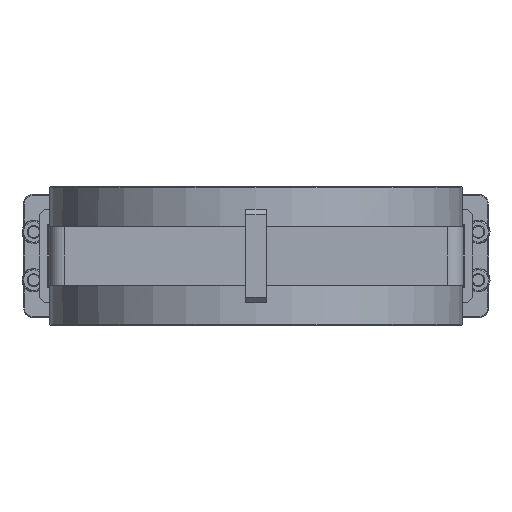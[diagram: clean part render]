
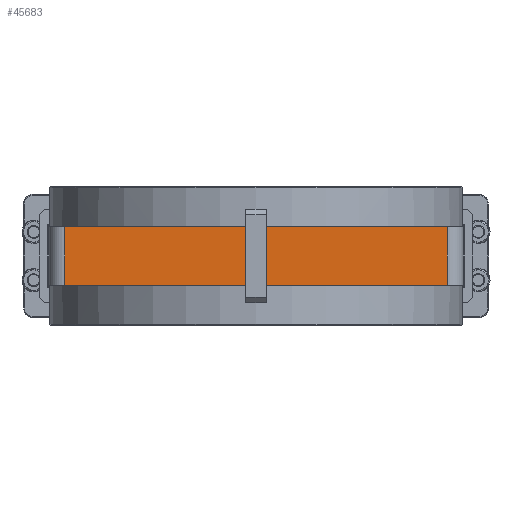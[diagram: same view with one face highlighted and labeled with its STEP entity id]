
A CAD part, front view. The second image highlights one B-rep face of the part: STEP entity #45683.
In plain terms, the highlighted planar face has unit normal (0, -1, 0).
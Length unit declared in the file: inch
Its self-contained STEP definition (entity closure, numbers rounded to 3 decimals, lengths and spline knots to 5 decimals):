
#1044 = EDGE_CURVE ( 'NONE', #71514, #61990, #51179, .T. ) ;
#1351 = EDGE_CURVE ( 'NONE', #58720, #8389, #3226, .T. ) ;
#1358 = VECTOR ( 'NONE', #25983, 39.37008 ) ;
#2102 = CARTESIAN_POINT ( 'NONE',  ( -5.01, -4.51, 0.7025 ) ) ;
#2549 = CARTESIAN_POINT ( 'NONE',  ( -5.01, -4.51, -0.7025 ) ) ;
#2654 = CARTESIAN_POINT ( 'NONE',  ( 4.625, -4.51, -0.7025 ) ) ;
#3105 = ORIENTED_EDGE ( 'NONE', *, *, #31435, .T. ) ;
#3226 = LINE ( 'NONE', #58464, #54190 ) ;
#3305 = LINE ( 'NONE', #62833, #18270 ) ;
#3426 = CARTESIAN_POINT ( 'NONE',  ( -5.01, -4.51, -0.7025 ) ) ;
#4394 = DIRECTION ( 'NONE',  ( -1., 0., 0. ) ) ;
#6968 = VERTEX_POINT ( 'NONE', #74000 ) ;
#8236 = EDGE_CURVE ( 'NONE', #20326, #71514, #71589, .T. ) ;
#8389 = VERTEX_POINT ( 'NONE', #35591 ) ;
#11703 = DIRECTION ( 'NONE',  ( 1., 0., 0. ) ) ;
#11879 = LINE ( 'NONE', #29979, #60820 ) ;
#12691 = VERTEX_POINT ( 'NONE', #23428 ) ;
#14894 = VECTOR ( 'NONE', #25268, 39.37008 ) ;
#15579 = CARTESIAN_POINT ( 'NONE',  ( -0.7309, -4.51, 0.7025 ) ) ;
#15888 = LINE ( 'NONE', #56667, #49879 ) ;
#16300 = LINE ( 'NONE', #71166, #18317 ) ;
#17068 = DIRECTION ( 'NONE',  ( 0., 0., -1. ) ) ;
#17991 = CARTESIAN_POINT ( 'NONE',  ( -5.01, -4.51, 0.7025 ) ) ;
#18270 = VECTOR ( 'NONE', #11703, 39.37008 ) ;
#18317 = VECTOR ( 'NONE', #32860, 39.37008 ) ;
#18394 = DIRECTION ( 'NONE',  ( 0., 0., -1. ) ) ;
#20326 = VERTEX_POINT ( 'NONE', #68567 ) ;
#22427 = DIRECTION ( 'NONE',  ( 0., 0., -1. ) ) ;
#22680 = DIRECTION ( 'NONE',  ( -1., 0., 0. ) ) ;
#22941 = DIRECTION ( 'NONE',  ( 1., 0., 0. ) ) ;
#23428 = CARTESIAN_POINT ( 'NONE',  ( 0.7309, -4.51, -0.7025 ) ) ;
#23436 = CARTESIAN_POINT ( 'NONE',  ( -0.46055, -4.51, -0.7025 ) ) ;
#23499 = PLANE ( 'NONE',  #75899 ) ;
#23549 = DIRECTION ( 'NONE',  ( 1., 0., 0. ) ) ;
#23590 = LINE ( 'NONE', #2102, #40584 ) ;
#24660 = FACE_OUTER_BOUND ( 'NONE', #48539, .T. ) ;
#25069 = ORIENTED_EDGE ( 'NONE', *, *, #31961, .T. ) ;
#25085 = DIRECTION ( 'NONE',  ( -1., 0., 0. ) ) ;
#25268 = DIRECTION ( 'NONE',  ( 1., 0., 0. ) ) ;
#25505 = LINE ( 'NONE', #31516, #74498 ) ;
#25983 = DIRECTION ( 'NONE',  ( 1., 0., 0. ) ) ;
#28678 = VECTOR ( 'NONE', #43327, 39.37008 ) ;
#28861 = VERTEX_POINT ( 'NONE', #48376 ) ;
#29979 = CARTESIAN_POINT ( 'NONE',  ( 0., -4.51, -0.7025 ) ) ;
#30484 = CARTESIAN_POINT ( 'NONE',  ( -5.01, -4.51, 0.7025 ) ) ;
#31435 = EDGE_CURVE ( 'NONE', #72417, #28861, #23590, .T. ) ;
#31516 = CARTESIAN_POINT ( 'NONE',  ( -5.01, -4.51, 0.7025 ) ) ;
#31840 = LINE ( 'NONE', #57133, #14894 ) ;
#31961 = EDGE_CURVE ( 'NONE', #68894, #58720, #25505, .T. ) ;
#32310 = ORIENTED_EDGE ( 'NONE', *, *, #8236, .T. ) ;
#32404 = CARTESIAN_POINT ( 'NONE',  ( 0., -4.51, -0.7025 ) ) ;
#32860 = DIRECTION ( 'NONE',  ( 1., 0., 0. ) ) ;
#32896 = LINE ( 'NONE', #79993, #47886 ) ;
#34314 = VERTEX_POINT ( 'NONE', #56920 ) ;
#34465 = EDGE_CURVE ( 'NONE', #57348, #65317, #67308, .T. ) ;
#34507 = EDGE_CURVE ( 'NONE', #6968, #12691, #16300, .T. ) ;
#35566 = VECTOR ( 'NONE', #49827, 39.37008 ) ;
#35591 = CARTESIAN_POINT ( 'NONE',  ( 0.7309, -4.51, 0.7025 ) ) ;
#37263 = CARTESIAN_POINT ( 'NONE',  ( -0.7309, -4.51, -0.7025 ) ) ;
#38037 = CARTESIAN_POINT ( 'NONE',  ( 4.625, -4.51, 0.7025 ) ) ;
#38196 = VECTOR ( 'NONE', #66243, 39.37008 ) ;
#40332 = DIRECTION ( 'NONE',  ( -1., 0., 0. ) ) ;
#40584 = VECTOR ( 'NONE', #40332, 39.37008 ) ;
#40608 = ORIENTED_EDGE ( 'NONE', *, *, #41291, .T. ) ;
#41291 = EDGE_CURVE ( 'NONE', #8389, #20326, #48785, .T. ) ;
#42333 = CARTESIAN_POINT ( 'NONE',  ( -5.01, -4.51, 0.7025 ) ) ;
#43327 = DIRECTION ( 'NONE',  ( -1., 0., 0. ) ) ;
#45634 = EDGE_CURVE ( 'NONE', #61990, #72417, #45647, .T. ) ;
#45647 = LINE ( 'NONE', #30484, #28678 ) ;
#45683 = ADVANCED_FACE ( 'NONE', ( #24660 ), #23499, .T. ) ;
#45773 = CARTESIAN_POINT ( 'NONE',  ( -2.07632, -4.51, 0.7025 ) ) ;
#47298 = ORIENTED_EDGE ( 'NONE', *, *, #58270, .T. ) ;
#47843 = CARTESIAN_POINT ( 'NONE',  ( -0.46055, -4.51, 0.7025 ) ) ;
#47886 = VECTOR ( 'NONE', #22427, 39.37008 ) ;
#48376 = CARTESIAN_POINT ( 'NONE',  ( -4.625, -4.51, 0.7025 ) ) ;
#48539 = EDGE_LOOP ( 'NONE', ( #82283, #3105, #54602, #49472, #80500, #47298, #72756, #64073, #79034, #66185, #49923, #25069, #68395, #40608, #32310, #49479 ) ) ;
#48785 = LINE ( 'NONE', #67398, #50779 ) ;
#49472 = ORIENTED_EDGE ( 'NONE', *, *, #34465, .T. ) ;
#49479 = ORIENTED_EDGE ( 'NONE', *, *, #1044, .T. ) ;
#49827 = DIRECTION ( 'NONE',  ( -1., 0., 0. ) ) ;
#49879 = VECTOR ( 'NONE', #18394, 39.37008 ) ;
#49923 = ORIENTED_EDGE ( 'NONE', *, *, #56222, .F. ) ;
#49990 = EDGE_CURVE ( 'NONE', #12691, #34314, #3305, .T. ) ;
#50357 = EDGE_CURVE ( 'NONE', #65317, #61321, #53246, .T. ) ;
#50779 = VECTOR ( 'NONE', #22680, 39.37008 ) ;
#51179 = LINE ( 'NONE', #42333, #81214 ) ;
#53150 = VERTEX_POINT ( 'NONE', #23436 ) ;
#53246 = LINE ( 'NONE', #2549, #38196 ) ;
#54190 = VECTOR ( 'NONE', #75708, 39.37008 ) ;
#54602 = ORIENTED_EDGE ( 'NONE', *, *, #57792, .T. ) ;
#54821 = EDGE_CURVE ( 'NONE', #34314, #57339, #11879, .T. ) ;
#55633 = CARTESIAN_POINT ( 'NONE',  ( -5.01, -4.51, -0.7025 ) ) ;
#56222 = EDGE_CURVE ( 'NONE', #68894, #57339, #15888, .T. ) ;
#56667 = CARTESIAN_POINT ( 'NONE',  ( 4.625, -4.51, 0.76503 ) ) ;
#56920 = CARTESIAN_POINT ( 'NONE',  ( 2.07632, -4.51, -0.7025 ) ) ;
#57133 = CARTESIAN_POINT ( 'NONE',  ( -5.01, -4.51, -0.7025 ) ) ;
#57339 = VERTEX_POINT ( 'NONE', #2654 ) ;
#57348 = VERTEX_POINT ( 'NONE', #79177 ) ;
#57792 = EDGE_CURVE ( 'NONE', #28861, #57348, #32896, .T. ) ;
#58270 = EDGE_CURVE ( 'NONE', #61321, #53150, #31840, .T. ) ;
#58464 = CARTESIAN_POINT ( 'NONE',  ( -5.01, -4.51, 0.7025 ) ) ;
#58720 = VERTEX_POINT ( 'NONE', #66199 ) ;
#60820 = VECTOR ( 'NONE', #23549, 39.37008 ) ;
#60994 = CARTESIAN_POINT ( 'NONE',  ( -2.07632, -4.51, -0.7025 ) ) ;
#61321 = VERTEX_POINT ( 'NONE', #37263 ) ;
#61776 = DIRECTION ( 'NONE',  ( 0., -1., 0. ) ) ;
#61990 = VERTEX_POINT ( 'NONE', #15579 ) ;
#62833 = CARTESIAN_POINT ( 'NONE',  ( -5.01, -4.51, -0.7025 ) ) ;
#64073 = ORIENTED_EDGE ( 'NONE', *, *, #34507, .T. ) ;
#65317 = VERTEX_POINT ( 'NONE', #60994 ) ;
#65898 = VECTOR ( 'NONE', #22941, 39.37008 ) ;
#66185 = ORIENTED_EDGE ( 'NONE', *, *, #54821, .T. ) ;
#66199 = CARTESIAN_POINT ( 'NONE',  ( 2.07632, -4.51, 0.7025 ) ) ;
#66243 = DIRECTION ( 'NONE',  ( 1., 0., 0. ) ) ;
#67308 = LINE ( 'NONE', #32404, #1358 ) ;
#67398 = CARTESIAN_POINT ( 'NONE',  ( -5.01, -4.51, 0.7025 ) ) ;
#68395 = ORIENTED_EDGE ( 'NONE', *, *, #1351, .T. ) ;
#68567 = CARTESIAN_POINT ( 'NONE',  ( 0.46055, -4.51, 0.7025 ) ) ;
#68894 = VERTEX_POINT ( 'NONE', #38037 ) ;
#71166 = CARTESIAN_POINT ( 'NONE',  ( -5.01, -4.51, -0.7025 ) ) ;
#71514 = VERTEX_POINT ( 'NONE', #47843 ) ;
#71589 = LINE ( 'NONE', #17991, #35566 ) ;
#72417 = VERTEX_POINT ( 'NONE', #45773 ) ;
#72756 = ORIENTED_EDGE ( 'NONE', *, *, #74797, .T. ) ;
#74000 = CARTESIAN_POINT ( 'NONE',  ( 0.46055, -4.51, -0.7025 ) ) ;
#74498 = VECTOR ( 'NONE', #25085, 39.37008 ) ;
#74797 = EDGE_CURVE ( 'NONE', #53150, #6968, #82868, .T. ) ;
#75708 = DIRECTION ( 'NONE',  ( -1., 0., 0. ) ) ;
#75899 = AXIS2_PLACEMENT_3D ( 'NONE', #55633, #61776, #17068 ) ;
#79034 = ORIENTED_EDGE ( 'NONE', *, *, #49990, .T. ) ;
#79177 = CARTESIAN_POINT ( 'NONE',  ( -4.625, -4.51, -0.7025 ) ) ;
#79993 = CARTESIAN_POINT ( 'NONE',  ( -4.625, -4.51, -0.7025 ) ) ;
#80500 = ORIENTED_EDGE ( 'NONE', *, *, #50357, .T. ) ;
#81214 = VECTOR ( 'NONE', #4394, 39.37008 ) ;
#82283 = ORIENTED_EDGE ( 'NONE', *, *, #45634, .T. ) ;
#82868 = LINE ( 'NONE', #3426, #65898 ) ;
